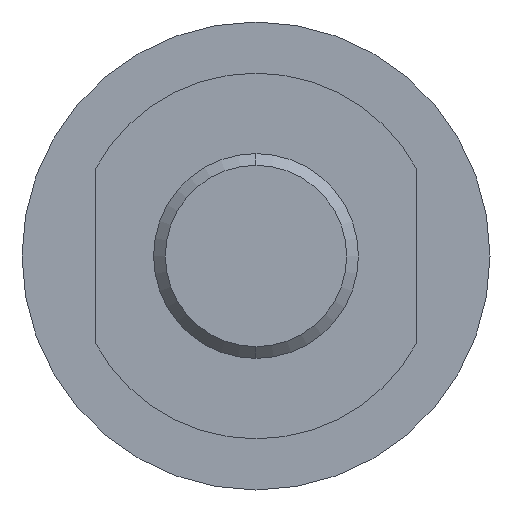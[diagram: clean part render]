
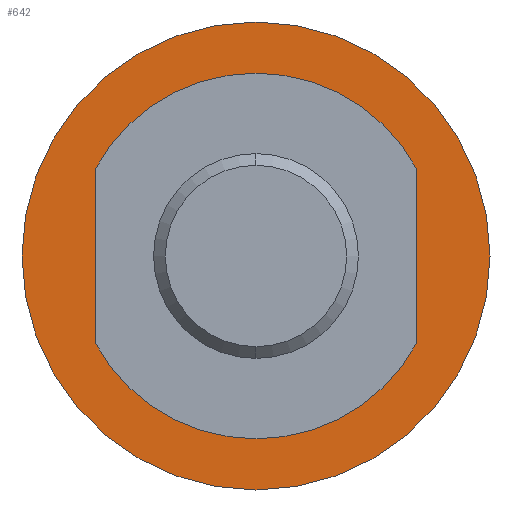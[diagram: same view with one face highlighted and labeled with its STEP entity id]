
A CAD part, left-side view. The second image highlights one B-rep face of the part: STEP entity #642.
In plain terms, the highlighted planar face has unit normal (-1, 0, 0).
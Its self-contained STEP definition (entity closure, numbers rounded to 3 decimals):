
#132=CARTESIAN_POINT('',(55.2,0.0,16.));
#133=VERTEX_POINT('',#132);
#142=CARTESIAN_POINT('',(55.2,0.,-16.));
#143=VERTEX_POINT('',#142);
#144=CARTESIAN_POINT('',(55.2,0.0,0.));
#145=DIRECTION('',(1.0,0.0,0.0));
#146=DIRECTION('',(0.0,0.0,1.0));
#147=AXIS2_PLACEMENT_3D('',#144,#145,#146);
#148=CIRCLE('',#147,16.0);
#149=EDGE_CURVE('',#133,#143,#148,.T.);
#340=CARTESIAN_POINT('',(55.2,10.,0.));
#341=VERTEX_POINT('',#340);
#357=CARTESIAN_POINT('',(55.2,-10.,0.));
#358=VERTEX_POINT('',#357);
#365=CARTESIAN_POINT('',(55.2,0.,0.));
#366=DIRECTION('',(1.0,0.0,0.0));
#367=DIRECTION('',(0.0,1.0,0.0));
#368=AXIS2_PLACEMENT_3D('',#365,#366,#367);
#369=CIRCLE('',#368,10.0);
#370=EDGE_CURVE('',#341,#358,#369,.T.);
#413=CARTESIAN_POINT('',(55.2,0.,0.));
#414=DIRECTION('',(1.0,0.0,0.0));
#415=DIRECTION('',(0.0,1.0,0.0));
#416=AXIS2_PLACEMENT_3D('',#413,#414,#415);
#417=CIRCLE('',#416,10.0);
#418=EDGE_CURVE('',#358,#341,#417,.T.);
#623=CARTESIAN_POINT('',(55.2,0.0,8.));
#624=DIRECTION('',(-1.0,0.0,0.0));
#625=DIRECTION('',(0.0,0.0,1.0));
#626=AXIS2_PLACEMENT_3D('',#623,#624,#625);
#627=PLANE('',#626);
#628=ORIENTED_EDGE('',*,*,#149,.F.);
#629=CARTESIAN_POINT('',(55.2,0.0,0.));
#630=DIRECTION('',(1.0,0.0,0.0));
#631=DIRECTION('',(0.0,0.0,1.0));
#632=AXIS2_PLACEMENT_3D('',#629,#630,#631);
#633=CIRCLE('',#632,16.0);
#634=EDGE_CURVE('',#143,#133,#633,.T.);
#635=ORIENTED_EDGE('',*,*,#634,.F.);
#636=EDGE_LOOP('',(#628,#635));
#637=FACE_OUTER_BOUND('',#636,.T.);
#638=ORIENTED_EDGE('',*,*,#418,.T.);
#639=ORIENTED_EDGE('',*,*,#370,.T.);
#640=EDGE_LOOP('',(#638,#639));
#641=FACE_BOUND('',#640,.T.);
#642=ADVANCED_FACE('',(#637,#641),#627,.T.);
